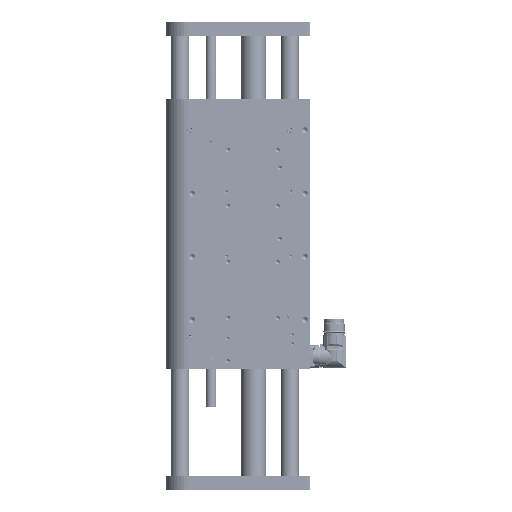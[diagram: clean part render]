
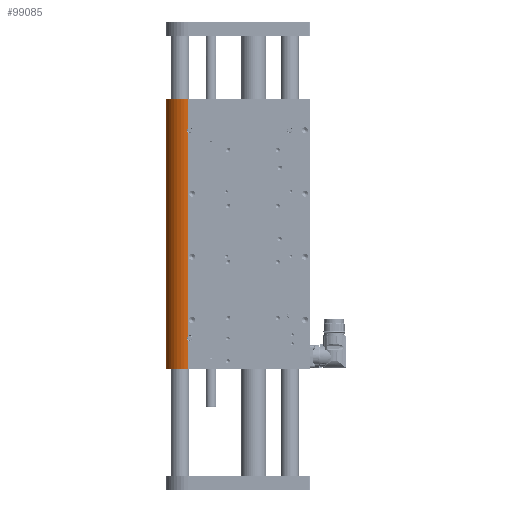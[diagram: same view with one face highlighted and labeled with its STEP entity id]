
A CAD part, left-side view. The second image highlights one B-rep face of the part: STEP entity #99085.
In plain terms, the highlighted cylindrical face has radius 25 mm (diameter 50 mm), a partial arc.
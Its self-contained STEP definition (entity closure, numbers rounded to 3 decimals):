
#726 = CARTESIAN_POINT ( 'NONE',  ( -24.982, 72.963, 262.756 ) ) ;
#1923 = CARTESIAN_POINT ( 'NONE',  ( -25., 72., 299. ) ) ;
#3994 = VECTOR ( 'NONE', #58221, 1000. ) ;
#6266 = CARTESIAN_POINT ( 'NONE',  ( -25., 72., 37.127 ) ) ;
#7124 = LINE ( 'NONE', #55775, #140566 ) ;
#8202 = EDGE_CURVE ( 'NONE', #16528, #42258, #142522, .T. ) ;
#9525 = CARTESIAN_POINT ( 'NONE',  ( -25., 72., 267.127 ) ) ;
#9537 = CARTESIAN_POINT ( 'NONE',  ( -25., 72., 299. ) ) ;
#10298 = CARTESIAN_POINT ( 'NONE',  ( -24.958, 73.44, 265.024 ) ) ;
#11874 = DIRECTION ( 'NONE',  ( 0., 0., -1. ) ) ;
#12732 = ORIENTED_EDGE ( 'NONE', *, *, #129735, .F. ) ;
#15865 = CARTESIAN_POINT ( 'NONE',  ( -24.96, 73.415, 35.155 ) ) ;
#16528 = VERTEX_POINT ( 'NONE', #107955 ) ;
#16661 = CARTESIAN_POINT ( 'NONE',  ( -24.982, 72.964, 36.244 ) ) ;
#17291 = CARTESIAN_POINT ( 'NONE',  ( -25., 72., 261.873 ) ) ;
#18006 = ORIENTED_EDGE ( 'NONE', *, *, #27061, .T. ) ;
#18200 = CARTESIAN_POINT ( 'NONE',  ( -24.997, 72.441, 36.831 ) ) ;
#21213 = DIRECTION ( 'NONE',  ( 0., 0., 1. ) ) ;
#21682 = CARTESIAN_POINT ( 'NONE',  ( 0., 72., 299. ) ) ;
#23850 = CARTESIAN_POINT ( 'NONE',  ( -24.997, 72.438, 262.166 ) ) ;
#23860 = LINE ( 'NONE', #121283, #61072 ) ;
#23867 = LINE ( 'NONE', #9537, #3994 ) ;
#24633 = CARTESIAN_POINT ( 'NONE',  ( -24.965, 73.317, 263.464 ) ) ;
#25038 = CARTESIAN_POINT ( 'NONE',  ( -25., 72., 267.127 ) ) ;
#27061 = EDGE_CURVE ( 'NONE', #105036, #35334, #136117, .T. ) ;
#27704 = AXIS2_PLACEMENT_3D ( 'NONE', #46291, #38898, #87583 ) ;
#28326 = DIRECTION ( 'NONE',  ( 0., 0., -1. ) ) ;
#30183 = CARTESIAN_POINT ( 'NONE',  ( -24.965, 73.317, 35.537 ) ) ;
#35334 = VERTEX_POINT ( 'NONE', #113648 ) ;
#37404 = CARTESIAN_POINT ( 'NONE',  ( -24.97, 73.221, 265.78 ) ) ;
#37880 = ORIENTED_EDGE ( 'NONE', *, *, #50856, .F. ) ;
#38720 = CARTESIAN_POINT ( 'NONE',  ( 25., 72., 299. ) ) ;
#38898 = DIRECTION ( 'NONE',  ( 0., 0., 1. ) ) ;
#40581 = CARTESIAN_POINT ( 'NONE',  ( -24.971, 73.22, 33.218 ) ) ;
#41779 = VERTEX_POINT ( 'NONE', #48788 ) ;
#42258 = VERTEX_POINT ( 'NONE', #1923 ) ;
#46291 = CARTESIAN_POINT ( 'NONE',  ( 0., 72., 299. ) ) ;
#46960 = LINE ( 'NONE', #38720, #97519 ) ;
#48788 = CARTESIAN_POINT ( 'NONE',  ( 25., 72., 0. ) ) ;
#49383 = CARTESIAN_POINT ( 'NONE',  ( -24.96, 73.415, 265.155 ) ) ;
#50856 = EDGE_CURVE ( 'NONE', #42258, #66502, #23867, .T. ) ;
#51802 = CARTESIAN_POINT ( 'NONE',  ( -24.997, 72.438, 32.166 ) ) ;
#53359 = CARTESIAN_POINT ( 'NONE',  ( -24.965, 73.317, 33.464 ) ) ;
#55775 = CARTESIAN_POINT ( 'NONE',  ( -25., 72., 299. ) ) ;
#58221 = DIRECTION ( 'NONE',  ( 0., 0., -1. ) ) ;
#59778 = CARTESIAN_POINT ( 'NONE',  ( -24.956, 73.481, 264.632 ) ) ;
#61072 = VECTOR ( 'NONE', #11874, 1000. ) ;
#61696 = EDGE_CURVE ( 'NONE', #148478, #66502, #144919, .T. ) ;
#63082 = CARTESIAN_POINT ( 'NONE',  ( -25., 72., 0. ) ) ;
#64570 = CARTESIAN_POINT ( 'NONE',  ( -24.958, 73.448, 33.973 ) ) ;
#66502 = VERTEX_POINT ( 'NONE', #25038 ) ;
#66884 = CARTESIAN_POINT ( 'NONE',  ( -25., 72.23, 36.996 ) ) ;
#69586 = FACE_OUTER_BOUND ( 'NONE', #102658, .T. ) ;
#70139 = CARTESIAN_POINT ( 'NONE',  ( -24.997, 72.441, 266.831 ) ) ;
#70908 = CARTESIAN_POINT ( 'NONE',  ( -24.957, 73.473, 264.762 ) ) ;
#71695 = CARTESIAN_POINT ( 'NONE',  ( -24.988, 72.807, 262.545 ) ) ;
#72497 = CARTESIAN_POINT ( 'NONE',  ( -24.958, 73.448, 263.973 ) ) ;
#73280 = CARTESIAN_POINT ( 'NONE',  ( -24.956, 73.481, 264.239 ) ) ;
#75991 = EDGE_CURVE ( 'NONE', #148478, #35334, #23860, .T. ) ;
#78140 = CIRCLE ( 'NONE', #80649, 25. ) ;
#78812 = CARTESIAN_POINT ( 'NONE',  ( -25., 72.229, 32.004 ) ) ;
#80649 = AXIS2_PLACEMENT_3D ( 'NONE', #81860, #21213, #110554 ) ;
#81860 = CARTESIAN_POINT ( 'NONE',  ( 0., 72., 0. ) ) ;
#83903 = CYLINDRICAL_SURFACE ( 'NONE', #154688, 25. ) ;
#87583 = DIRECTION ( 'NONE',  ( 1., 0., 0. ) ) ;
#89263 = CARTESIAN_POINT ( 'NONE',  ( -24.956, 73.481, 34.239 ) ) ;
#97412 = ORIENTED_EDGE ( 'NONE', *, *, #8202, .F. ) ;
#97519 = VECTOR ( 'NONE', #28326, 1000. ) ;
#99085 = ADVANCED_FACE ( 'NONE', ( #69586 ), #83903, .T. ) ;
#100043 = ORIENTED_EDGE ( 'NONE', *, *, #75991, .F. ) ;
#101971 = CARTESIAN_POINT ( 'NONE',  ( -24.988, 72.807, 36.455 ) ) ;
#102287 = CARTESIAN_POINT ( 'NONE',  ( -25., 72., 31.873 ) ) ;
#102658 = EDGE_LOOP ( 'NONE', ( #12732, #18006, #100043, #108906, #37880, #97412, #131600, #103993 ) ) ;
#103993 = ORIENTED_EDGE ( 'NONE', *, *, #113167, .T. ) ;
#105036 = VERTEX_POINT ( 'NONE', #102287 ) ;
#107955 = CARTESIAN_POINT ( 'NONE',  ( 25., 72., 299. ) ) ;
#108906 = ORIENTED_EDGE ( 'NONE', *, *, #61696, .T. ) ;
#110554 = DIRECTION ( 'NONE',  ( 1., 0., 0. ) ) ;
#111131 = VERTEX_POINT ( 'NONE', #63082 ) ;
#113167 = EDGE_CURVE ( 'NONE', #41779, #111131, #78140, .T. ) ;
#113648 = CARTESIAN_POINT ( 'NONE',  ( -25., 72., 37.127 ) ) ;
#114848 = CARTESIAN_POINT ( 'NONE',  ( -24.958, 73.44, 35.024 ) ) ;
#115635 = CARTESIAN_POINT ( 'NONE',  ( -25., 72., 31.873 ) ) ;
#117545 = DIRECTION ( 'NONE',  ( 0., 0., -1. ) ) ;
#120491 = CARTESIAN_POINT ( 'NONE',  ( -25., 72.23, 266.996 ) ) ;
#121275 = CARTESIAN_POINT ( 'NONE',  ( -24.982, 72.964, 266.244 ) ) ;
#121283 = CARTESIAN_POINT ( 'NONE',  ( -25., 72., 299. ) ) ;
#126084 = CARTESIAN_POINT ( 'NONE',  ( -24.97, 73.221, 35.78 ) ) ;
#129735 = EDGE_CURVE ( 'NONE', #105036, #111131, #7124, .T. ) ;
#131600 = ORIENTED_EDGE ( 'NONE', *, *, #156370, .T. ) ;
#132478 = CARTESIAN_POINT ( 'NONE',  ( -25., 72.229, 262.004 ) ) ;
#133275 = CARTESIAN_POINT ( 'NONE',  ( -25., 72., 261.873 ) ) ;
#134076 = CARTESIAN_POINT ( 'NONE',  ( -24.971, 73.22, 263.218 ) ) ;
#134855 = CARTESIAN_POINT ( 'NONE',  ( -24.988, 72.807, 266.455 ) ) ;
#136117 = B_SPLINE_CURVE_WITH_KNOTS ( 'NONE', 3,
 ( #115635, #78812, #51802, #139640, #137265, #40581, #53359, #64570, #89263, #149317, #138035, #114848, #15865, #30183, #126084, #16661, #101971, #18200, #66884, #6266 ),
 .UNSPECIFIED., .F., .F.,
 ( 4, 2, 2, 2, 2, 2, 2, 2, 2, 4 ),
 ( 0., 0.001, 0.002, 0.003, 0.003, 0.004, 0.004, 0.005, 0.006, 0.006 ),
 .UNSPECIFIED. ) ;
#137265 = CARTESIAN_POINT ( 'NONE',  ( -24.982, 72.963, 32.756 ) ) ;
#138035 = CARTESIAN_POINT ( 'NONE',  ( -24.957, 73.473, 34.762 ) ) ;
#139640 = CARTESIAN_POINT ( 'NONE',  ( -24.988, 72.807, 32.545 ) ) ;
#140566 = VECTOR ( 'NONE', #142870, 1000. ) ;
#142522 = CIRCLE ( 'NONE', #27704, 25. ) ;
#142870 = DIRECTION ( 'NONE',  ( 0., 0., -1. ) ) ;
#144919 = B_SPLINE_CURVE_WITH_KNOTS ( 'NONE', 3,
 ( #133275, #132478, #23850, #71695, #726, #134076, #24633, #72497, #73280, #59778, #70908, #10298, #49383, #146883, #37404, #121275, #134855, #70139, #120491, #9525 ),
 .UNSPECIFIED., .F., .F.,
 ( 4, 2, 2, 2, 2, 2, 2, 2, 2, 4 ),
 ( 0., 0.001, 0.002, 0.003, 0.003, 0.004, 0.004, 0.005, 0.006, 0.006 ),
 .UNSPECIFIED. ) ;
#146883 = CARTESIAN_POINT ( 'NONE',  ( -24.965, 73.317, 265.537 ) ) ;
#148478 = VERTEX_POINT ( 'NONE', #17291 ) ;
#149317 = CARTESIAN_POINT ( 'NONE',  ( -24.956, 73.481, 34.632 ) ) ;
#154688 = AXIS2_PLACEMENT_3D ( 'NONE', #21682, #117545, #155143 ) ;
#155143 = DIRECTION ( 'NONE',  ( -1., 0., 0. ) ) ;
#156370 = EDGE_CURVE ( 'NONE', #16528, #41779, #46960, .T. ) ;
